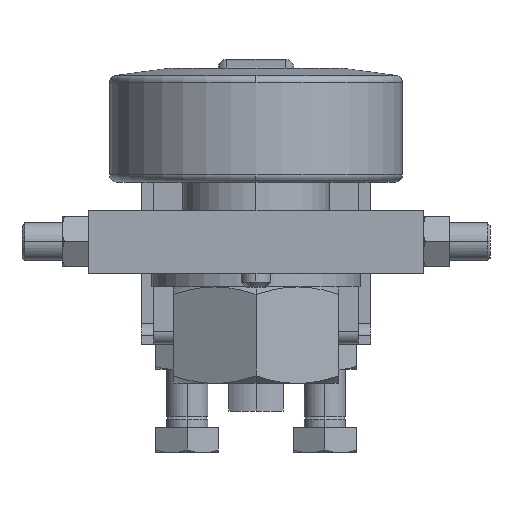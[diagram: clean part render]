
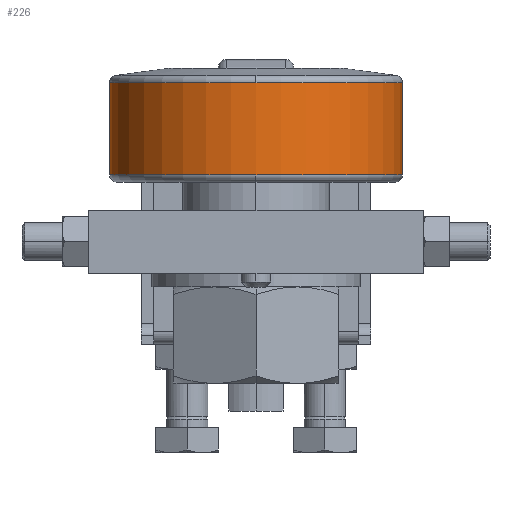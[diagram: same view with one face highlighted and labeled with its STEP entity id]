
A CAD part, left-side view. The second image highlights one B-rep face of the part: STEP entity #226.
In plain terms, the highlighted cylindrical face has radius 35.05 mm (diameter 70.1 mm), a partial arc.
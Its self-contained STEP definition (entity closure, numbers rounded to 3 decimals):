
#226=ADVANCED_FACE('',(#733),#734,.T.);
#733=FACE_OUTER_BOUND('',#1444,.T.);
#734=CYLINDRICAL_SURFACE('',#1445,35.05);
#1444=EDGE_LOOP('',(#3087,#3088,#3089,#3090,#3091,#3092));
#1445=AXIS2_PLACEMENT_3D('',#3093,#3094,#3095);
#3087=ORIENTED_EDGE('',*,*,#4466,.T.);
#3088=ORIENTED_EDGE('',*,*,#4461,.F.);
#3089=ORIENTED_EDGE('',*,*,#4834,.F.);
#3090=ORIENTED_EDGE('',*,*,#4469,.T.);
#3091=ORIENTED_EDGE('',*,*,#4833,.T.);
#3092=ORIENTED_EDGE('',*,*,#4472,.T.);
#3093=CARTESIAN_POINT('',(40.0,40.0,34.55));
#3094=DIRECTION('',(0.,0.0,-1.0));
#3095=DIRECTION('',(0.0,1.0,0.0));
#4461=EDGE_CURVE('',#5303,#5306,#5307,.T.);
#4466=EDGE_CURVE('',#5315,#5306,#5316,.T.);
#4469=EDGE_CURVE('',#5321,#5319,#5322,.T.);
#4472=EDGE_CURVE('',#5326,#5315,#5327,.T.);
#4833=EDGE_CURVE('',#5319,#5326,#5907,.T.);
#4834=EDGE_CURVE('',#5321,#5303,#5908,.T.);
#5303=VERTEX_POINT('',#6648);
#5306=VERTEX_POINT('',#6651);
#5307=CIRCLE('',#6652,35.05);
#5315=VERTEX_POINT('',#6660);
#5316=LINE('',#6661,#6662);
#5319=VERTEX_POINT('',#6665);
#5321=VERTEX_POINT('',#6667);
#5322=LINE('',#6668,#6669);
#5326=VERTEX_POINT('',#6673);
#5327=CIRCLE('',#6674,35.05);
#5907=CIRCLE('',#8090,35.05);
#5908=CIRCLE('',#8091,35.05);
#6648=CARTESIAN_POINT('',(4.95,40.0,23.5));
#6651=CARTESIAN_POINT('',(40.0,75.05,23.5));
#6652=AXIS2_PLACEMENT_3D('',#9695,#9696,#9697);
#6660=CARTESIAN_POINT('',(40.0,75.05,45.6));
#6661=CARTESIAN_POINT('',(40.0,75.05,34.55));
#6662=VECTOR('',#9710,1.0);
#6665=CARTESIAN_POINT('',(40.0,4.95,45.6));
#6667=CARTESIAN_POINT('',(40.0,4.95,23.5));
#6668=CARTESIAN_POINT('',(40.0,4.95,34.55));
#6669=VECTOR('',#9717,1.0);
#6673=CARTESIAN_POINT('',(4.95,40.0,45.6));
#6674=AXIS2_PLACEMENT_3D('',#9724,#9725,#9726);
#8090=AXIS2_PLACEMENT_3D('',#10236,#10237,#10238);
#8091=AXIS2_PLACEMENT_3D('',#10239,#10240,#10241);
#9695=CARTESIAN_POINT('',(40.0,40.0,23.5));
#9696=DIRECTION('',(0.,0.0,-1.0));
#9697=DIRECTION('',(0.0,1.0,0.0));
#9710=DIRECTION('',(0.,0.0,-1.0));
#9717=DIRECTION('',(0.,-0.0,1.0));
#9724=CARTESIAN_POINT('',(40.0,40.0,45.6));
#9725=DIRECTION('',(0.,0.0,-1.0));
#9726=DIRECTION('',(0.0,1.0,0.0));
#10236=CARTESIAN_POINT('',(40.0,40.0,45.6));
#10237=DIRECTION('',(0.,0.0,-1.0));
#10238=DIRECTION('',(0.0,1.0,0.0));
#10239=CARTESIAN_POINT('',(40.0,40.0,23.5));
#10240=DIRECTION('',(0.,0.0,-1.0));
#10241=DIRECTION('',(0.0,1.0,0.0));
